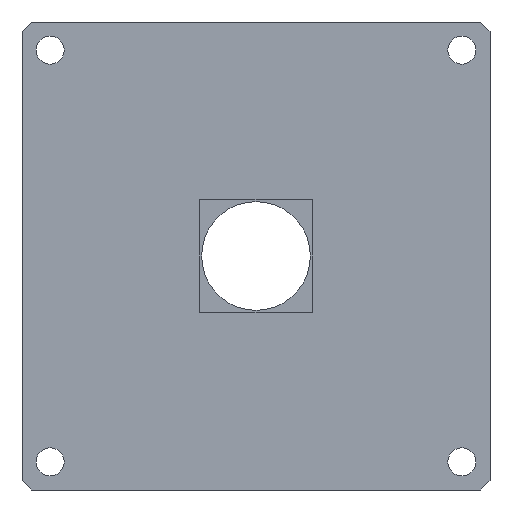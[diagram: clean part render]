
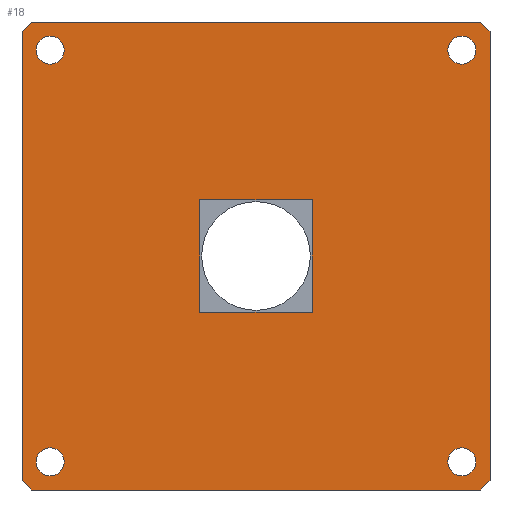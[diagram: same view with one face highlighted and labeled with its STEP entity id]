
A CAD part, front view. The second image highlights one B-rep face of the part: STEP entity #18.
In plain terms, the highlighted planar face has unit normal (0, -1, 0).
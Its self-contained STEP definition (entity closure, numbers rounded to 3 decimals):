
#18 = ADVANCED_FACE ( 'NONE', ( #762, #2680, #1742, #1270, #3180, #4733 ), #2368, .F. ) ;
#26 = CARTESIAN_POINT ( 'NONE',  ( -30., -15., 30. ) ) ;
#66 = EDGE_CURVE ( 'NONE', #4932, #5116, #3746, .T. ) ;
#82 = LINE ( 'NONE', #5632, #6080 ) ;
#207 = CARTESIAN_POINT ( 'NONE',  ( -110., -15., 110. ) ) ;
#208 = EDGE_CURVE ( 'NONE', #4271, #4868, #6048, .T. ) ;
#268 = CARTESIAN_POINT ( 'NONE',  ( 125., -15., -120. ) ) ;
#311 = EDGE_LOOP ( 'NONE', ( #3585, #2738, #5954, #4530 ) ) ;
#344 = CARTESIAN_POINT ( 'NONE',  ( 110., -15., -110. ) ) ;
#376 = DIRECTION ( 'NONE',  ( 0., 0., 1. ) ) ;
#415 = CARTESIAN_POINT ( 'NONE',  ( 125., -15., -125. ) ) ;
#436 = ORIENTED_EDGE ( 'NONE', *, *, #1273, .F. ) ;
#551 = CARTESIAN_POINT ( 'NONE',  ( -125., -15., 120. ) ) ;
#575 = CARTESIAN_POINT ( 'NONE',  ( -120., -15., 125. ) ) ;
#611 = EDGE_CURVE ( 'NONE', #4587, #4587, #3492, .T. ) ;
#762 = FACE_BOUND ( 'NONE', #311, .T. ) ;
#845 = LINE ( 'NONE', #4299, #4052 ) ;
#879 = CARTESIAN_POINT ( 'NONE',  ( -125., -15., -120. ) ) ;
#924 = ORIENTED_EDGE ( 'NONE', *, *, #208, .F. ) ;
#945 = DIRECTION ( 'NONE',  ( 0., 0., -1. ) ) ;
#990 = CARTESIAN_POINT ( 'NONE',  ( 125., -15., 120. ) ) ;
#992 = CIRCLE ( 'NONE', #4482, 7.5 ) ;
#1025 = CARTESIAN_POINT ( 'NONE',  ( -120., -15., 125. ) ) ;
#1137 = CARTESIAN_POINT ( 'NONE',  ( 30., -15., -30. ) ) ;
#1148 = DIRECTION ( 'NONE',  ( 0., 0., 1. ) ) ;
#1234 = EDGE_CURVE ( 'NONE', #2217, #2217, #992, .T. ) ;
#1263 = CARTESIAN_POINT ( 'NONE',  ( -30., -15., 30. ) ) ;
#1270 = FACE_BOUND ( 'NONE', #4803, .T. ) ;
#1273 = EDGE_CURVE ( 'NONE', #4984, #5297, #82, .T. ) ;
#1278 = AXIS2_PLACEMENT_3D ( 'NONE', #3922, #5819, #2955 ) ;
#1308 = LINE ( 'NONE', #1365, #4416 ) ;
#1312 = CARTESIAN_POINT ( 'NONE',  ( -125., -15., 120. ) ) ;
#1359 = DIRECTION ( 'NONE',  ( -1., 0., 0. ) ) ;
#1365 = CARTESIAN_POINT ( 'NONE',  ( -30., -15., 30. ) ) ;
#1386 = VECTOR ( 'NONE', #1881, 1000. ) ;
#1435 = ORIENTED_EDGE ( 'NONE', *, *, #1234, .T. ) ;
#1442 = VECTOR ( 'NONE', #1359, 1000. ) ;
#1619 = ORIENTED_EDGE ( 'NONE', *, *, #5408, .F. ) ;
#1742 = FACE_BOUND ( 'NONE', #1957, .T. ) ;
#1770 = CARTESIAN_POINT ( 'NONE',  ( 110., -15., 102.5 ) ) ;
#1778 = CARTESIAN_POINT ( 'NONE',  ( 30., -15., 30. ) ) ;
#1792 = DIRECTION ( 'NONE',  ( -0.707, 0., -0.707 ) ) ;
#1814 = LINE ( 'NONE', #1312, #3486 ) ;
#1833 = DIRECTION ( 'NONE',  ( 0., 1., 0. ) ) ;
#1881 = DIRECTION ( 'NONE',  ( -1., 0., 0. ) ) ;
#1957 = EDGE_LOOP ( 'NONE', ( #1435 ) ) ;
#2002 = VECTOR ( 'NONE', #4864, 1000. ) ;
#2060 = VERTEX_POINT ( 'NONE', #1025 ) ;
#2081 = VERTEX_POINT ( 'NONE', #3064 ) ;
#2121 = DIRECTION ( 'NONE',  ( 0., 0., -1. ) ) ;
#2149 = DIRECTION ( 'NONE',  ( 0., 0., -1. ) ) ;
#2217 = VERTEX_POINT ( 'NONE', #1770 ) ;
#2250 = AXIS2_PLACEMENT_3D ( 'NONE', #207, #4580, #2121 ) ;
#2297 = LINE ( 'NONE', #879, #3254 ) ;
#2368 = PLANE ( 'NONE',  #3641 ) ;
#2373 = VERTEX_POINT ( 'NONE', #5233 ) ;
#2450 = ORIENTED_EDGE ( 'NONE', *, *, #5922, .T. ) ;
#2549 = CIRCLE ( 'NONE', #2250, 7.5 ) ;
#2590 = EDGE_LOOP ( 'NONE', ( #2675 ) ) ;
#2618 = ORIENTED_EDGE ( 'NONE', *, *, #4186, .F. ) ;
#2627 = CARTESIAN_POINT ( 'NONE',  ( 30., -15., 30. ) ) ;
#2655 = VECTOR ( 'NONE', #4407, 1000. ) ;
#2672 = CARTESIAN_POINT ( 'NONE',  ( -120., -15., -125. ) ) ;
#2675 = ORIENTED_EDGE ( 'NONE', *, *, #3964, .T. ) ;
#2680 = FACE_BOUND ( 'NONE', #2590, .T. ) ;
#2738 = ORIENTED_EDGE ( 'NONE', *, *, #5561, .T. ) ;
#2745 = EDGE_LOOP ( 'NONE', ( #4264 ) ) ;
#2778 = CARTESIAN_POINT ( 'NONE',  ( -110., -15., -102.5 ) ) ;
#2796 = DIRECTION ( 'NONE',  ( -0.707, 0., 0.707 ) ) ;
#2842 = LINE ( 'NONE', #990, #4844 ) ;
#2891 = CARTESIAN_POINT ( 'NONE',  ( 120., -15., 125. ) ) ;
#2898 = EDGE_CURVE ( 'NONE', #5116, #5770, #5335, .T. ) ;
#2913 = DIRECTION ( 'NONE',  ( 0., 0., -1. ) ) ;
#2955 = DIRECTION ( 'NONE',  ( 0., 0., 1. ) ) ;
#3064 = CARTESIAN_POINT ( 'NONE',  ( -125., -15., -120. ) ) ;
#3069 = VECTOR ( 'NONE', #2149, 1000. ) ;
#3180 = FACE_BOUND ( 'NONE', #2745, .T. ) ;
#3201 = ORIENTED_EDGE ( 'NONE', *, *, #5255, .F. ) ;
#3208 = VERTEX_POINT ( 'NONE', #5705 ) ;
#3221 = DIRECTION ( 'NONE',  ( 1., 0., 0. ) ) ;
#3223 = DIRECTION ( 'NONE',  ( 0.707, 0., 0.707 ) ) ;
#3254 = VECTOR ( 'NONE', #2796, 1000. ) ;
#3409 = CARTESIAN_POINT ( 'NONE',  ( 110., -15., 110. ) ) ;
#3486 = VECTOR ( 'NONE', #3223, 1000. ) ;
#3492 = CIRCLE ( 'NONE', #1278, 7.5 ) ;
#3585 = ORIENTED_EDGE ( 'NONE', *, *, #3694, .T. ) ;
#3641 = AXIS2_PLACEMENT_3D ( 'NONE', #415, #1833, #6188 ) ;
#3694 = EDGE_CURVE ( 'NONE', #5770, #5222, #1308, .T. ) ;
#3743 = DIRECTION ( 'NONE',  ( 0.707, 0., -0.707 ) ) ;
#3746 = LINE ( 'NONE', #5638, #1442 ) ;
#3922 = CARTESIAN_POINT ( 'NONE',  ( -110., -15., -110. ) ) ;
#3964 = EDGE_CURVE ( 'NONE', #2373, #2373, #2549, .T. ) ;
#4008 = CARTESIAN_POINT ( 'NONE',  ( -30., -15., -30. ) ) ;
#4052 = VECTOR ( 'NONE', #1792, 1000. ) ;
#4186 = EDGE_CURVE ( 'NONE', #4868, #2081, #2297, .T. ) ;
#4250 = CIRCLE ( 'NONE', #5857, 7.5 ) ;
#4264 = ORIENTED_EDGE ( 'NONE', *, *, #611, .T. ) ;
#4271 = VERTEX_POINT ( 'NONE', #5189 ) ;
#4275 = VERTEX_POINT ( 'NONE', #5202 ) ;
#4299 = CARTESIAN_POINT ( 'NONE',  ( 120., -15., -125. ) ) ;
#4331 = DIRECTION ( 'NONE',  ( 0., 1., 0. ) ) ;
#4407 = DIRECTION ( 'NONE',  ( 1., 0., 0. ) ) ;
#4416 = VECTOR ( 'NONE', #3221, 1000. ) ;
#4457 = CARTESIAN_POINT ( 'NONE',  ( -120., -15., -125. ) ) ;
#4482 = AXIS2_PLACEMENT_3D ( 'NONE', #3409, #4331, #945 ) ;
#4516 = EDGE_LOOP ( 'NONE', ( #924, #4618, #5990, #436, #6033, #3201, #1619, #2618 ) ) ;
#4530 = ORIENTED_EDGE ( 'NONE', *, *, #2898, .T. ) ;
#4580 = DIRECTION ( 'NONE',  ( 0., 1., 0. ) ) ;
#4587 = VERTEX_POINT ( 'NONE', #2778 ) ;
#4618 = ORIENTED_EDGE ( 'NONE', *, *, #5877, .F. ) ;
#4733 = FACE_OUTER_BOUND ( 'NONE', #4516, .T. ) ;
#4803 = EDGE_LOOP ( 'NONE', ( #2450 ) ) ;
#4844 = VECTOR ( 'NONE', #2913, 1000. ) ;
#4864 = DIRECTION ( 'NONE',  ( 0., 0., 1. ) ) ;
#4868 = VERTEX_POINT ( 'NONE', #4457 ) ;
#4869 = LINE ( 'NONE', #575, #2655 ) ;
#4932 = VERTEX_POINT ( 'NONE', #1137 ) ;
#4984 = VERTEX_POINT ( 'NONE', #2891 ) ;
#5116 = VERTEX_POINT ( 'NONE', #4008 ) ;
#5141 = VECTOR ( 'NONE', #1148, 1000. ) ;
#5189 = CARTESIAN_POINT ( 'NONE',  ( 120., -15., -125. ) ) ;
#5202 = CARTESIAN_POINT ( 'NONE',  ( 110., -15., -102.5 ) ) ;
#5211 = CARTESIAN_POINT ( 'NONE',  ( 125., -15., 120. ) ) ;
#5222 = VERTEX_POINT ( 'NONE', #1778 ) ;
#5233 = CARTESIAN_POINT ( 'NONE',  ( -110., -15., 102.5 ) ) ;
#5255 = EDGE_CURVE ( 'NONE', #3208, #2060, #1814, .T. ) ;
#5297 = VERTEX_POINT ( 'NONE', #5211 ) ;
#5335 = LINE ( 'NONE', #26, #2002 ) ;
#5408 = EDGE_CURVE ( 'NONE', #2081, #3208, #5432, .T. ) ;
#5432 = LINE ( 'NONE', #551, #5141 ) ;
#5467 = LINE ( 'NONE', #2627, #3069 ) ;
#5479 = EDGE_CURVE ( 'NONE', #2060, #4984, #4869, .T. ) ;
#5537 = VERTEX_POINT ( 'NONE', #268 ) ;
#5561 = EDGE_CURVE ( 'NONE', #5222, #4932, #5467, .T. ) ;
#5569 = EDGE_CURVE ( 'NONE', #5297, #5537, #2842, .T. ) ;
#5609 = DIRECTION ( 'NONE',  ( 0., 1., 0. ) ) ;
#5632 = CARTESIAN_POINT ( 'NONE',  ( 120., -15., 125. ) ) ;
#5638 = CARTESIAN_POINT ( 'NONE',  ( -30., -15., -30. ) ) ;
#5705 = CARTESIAN_POINT ( 'NONE',  ( -125., -15., 120. ) ) ;
#5770 = VERTEX_POINT ( 'NONE', #1263 ) ;
#5819 = DIRECTION ( 'NONE',  ( 0., 1., 0. ) ) ;
#5857 = AXIS2_PLACEMENT_3D ( 'NONE', #344, #5609, #376 ) ;
#5877 = EDGE_CURVE ( 'NONE', #5537, #4271, #845, .T. ) ;
#5922 = EDGE_CURVE ( 'NONE', #4275, #4275, #4250, .T. ) ;
#5954 = ORIENTED_EDGE ( 'NONE', *, *, #66, .T. ) ;
#5990 = ORIENTED_EDGE ( 'NONE', *, *, #5569, .F. ) ;
#6033 = ORIENTED_EDGE ( 'NONE', *, *, #5479, .F. ) ;
#6048 = LINE ( 'NONE', #2672, #1386 ) ;
#6080 = VECTOR ( 'NONE', #3743, 1000. ) ;
#6188 = DIRECTION ( 'NONE',  ( 0., 0., 1. ) ) ;
